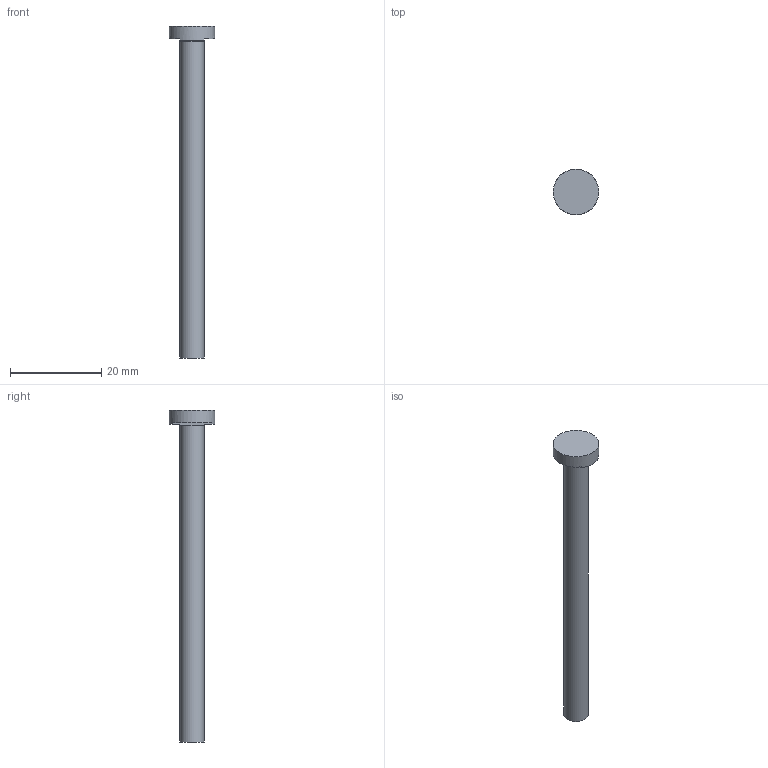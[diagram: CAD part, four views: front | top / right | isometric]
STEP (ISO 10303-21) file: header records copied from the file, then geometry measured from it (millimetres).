
FILE_DESCRIPTION(/* description */ (''),/* implementation_level */ '2;1');
FILE_NAME(/* name */ 'M5 BHCS Bridge Cutter v1_v1.step',/* time_stamp */ '2023-05-23T22:30:29-06:00',/* author */ (''),/* organization */ (''),/* preprocessor_version */ 'ST-DEVELOPER v19.2',/* originating_system */ 'Autodesk Translation Framework v12.4.0.73',/* authorisation */ '');
FILE_SCHEMA (('AUTOMOTIVE_DESIGN { 1 0 10303 214 3 1 1 }'));
Length unit declared in the file: millimetre
Products named in the file (1): M5 BHCS Bridge Cutter v1
Bounding box: 10 x 10 x 72.8 mm (x, y, z)
Volume: 1774.6 mm3; surface area: 1415.4 mm2
Topology: 1 solids, 1 shells, 16 faces, 37 edges, 23 vertices
Faces by surface type: plane 14, cylinder 2
Full cylindrical faces by diameter (mm): 5.3 x1, 10 x1
Entity records: 492 total; most frequent: DIRECTION 82, CARTESIAN_POINT 77, ORIENTED_EDGE 74, EDGE_CURVE 37, AXIS2_PLACEMENT_3D 28, LINE 26, VECTOR 26, VERTEX_POINT 23
